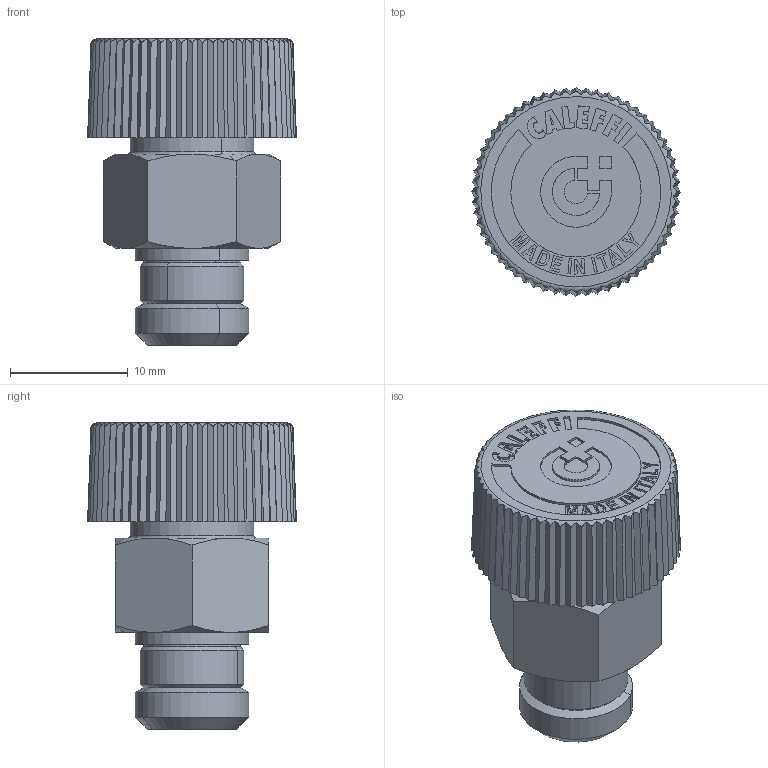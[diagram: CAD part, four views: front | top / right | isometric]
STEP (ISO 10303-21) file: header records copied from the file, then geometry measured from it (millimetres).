
FILE_DESCRIPTION(('CATIA V5 STEP Exchange','CAx-IF Rec.Pracs.--- Model Styling and Organization---1.4--- 2014-01-23','CAx-IF Rec.Pracs.---3D Tessellated Data Validation Properties---0.5---2014-09-14'),'2;1');
FILE_NAME('STEP_505111_-_TST.stp','2022-06-17T11:25:45+00:00',('none'),('none'),'CATIA Version 5-6 Release 2019 SP3','CATIA V5 STEP AP242 v1','none');
FILE_SCHEMA(('AP242_MANAGED_MODEL_BASED_3D_ENGINEERING_MIM_LF {1 0 10303 442 1 1 4}'));
Length unit declared in the file: millimetre
Products named in the file (1): 505111 - TST
Bounding box: 17.7 x 17.7 x 25.96 mm (x, y, z)
Volume: 3714.1 mm3; surface area: 1824.9 mm2
Topology: 1 solids, 1 shells, 407 faces, 1094 edges, 722 vertices
Faces by surface type: plane 324, extrusion 38, cone 26, cylinder 15, torus 4
Entity records: 12877 total; most frequent: CARTESIAN_POINT 3332, ORIENTED_EDGE 2188, DIRECTION 1528, EDGE_CURVE 1094, VECTOR 840, LINE 802, VERTEX_POINT 722, EDGE_LOOP 440
